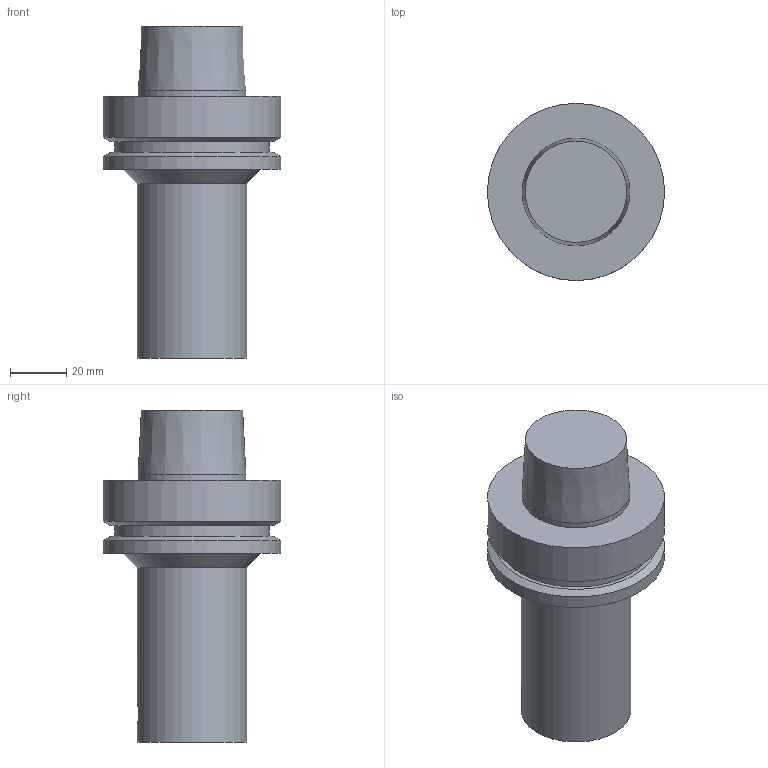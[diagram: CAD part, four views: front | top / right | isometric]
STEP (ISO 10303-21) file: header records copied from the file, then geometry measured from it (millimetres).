
FILE_DESCRIPTION((''),'1');
FILE_NAME('HSK-F63-CKB4-93.stp','2022-09-20T01:53:27',(''),(''),'Spatial Interop R21 SP3','Kubotek KeyCreator 2011 V10.0.2 (22737)',' ');
FILE_SCHEMA(('automotive_design'));
Length unit declared in the file: millimetre
Products named in the file (1): 240[2]
Bounding box: 63 x 63 x 118 mm (x, y, z)
Volume: 176543.1 mm3; surface area: 24812.9 mm2
Topology: 1 solids, 1 shells, 19 faces, 32 edges, 20 vertices
Faces by surface type: plane 8, cylinder 7, cone 4
Full cylindrical faces by diameter (mm): 8.3 x1, 22 x1, 38.3 x1, 39 x1, 55 x1, 63 x2
Entity records: 859 total; most frequent: CARTESIAN_POINT 188, DIRECTION 74, PRESENTATION_STYLE_ASSIGNMENT 59, COLOUR_RGB 59, STYLED_ITEM 39, CURVE_STYLE 39, DRAUGHTING_PRE_DEFINED_CURVE_FONT 39, ORIENTED_EDGE 38
